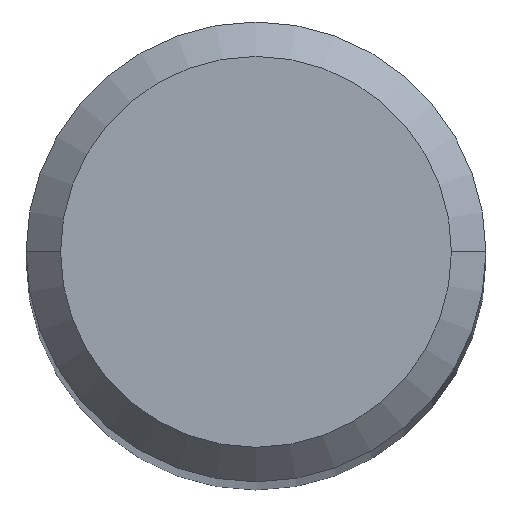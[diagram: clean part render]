
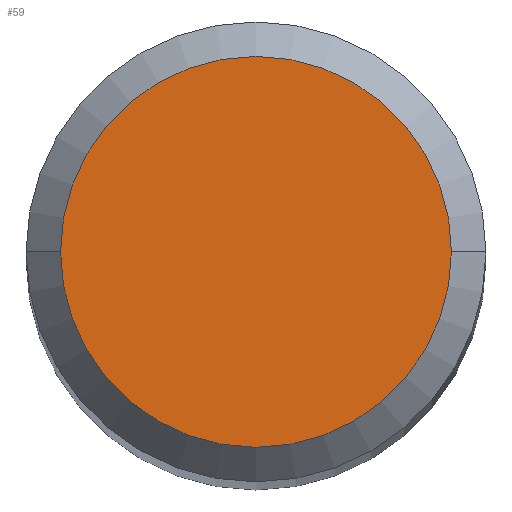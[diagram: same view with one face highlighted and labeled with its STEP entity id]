
A CAD part, top view. The second image highlights one B-rep face of the part: STEP entity #59.
In plain terms, the highlighted planar face has unit normal (0, 0, 1).
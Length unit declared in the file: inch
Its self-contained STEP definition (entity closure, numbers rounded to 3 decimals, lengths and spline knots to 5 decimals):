
#41 = DIRECTION ( 'NONE',  ( 0., 0., 1. ) ) ;
#59 = ADVANCED_FACE ( 'NONE', ( #225 ), #358, .F. ) ;
#63 = EDGE_CURVE ( 'NONE', #364, #140, #366, .T. ) ;
#75 = CARTESIAN_POINT ( 'NONE',  ( 0., 0., 0. ) ) ;
#103 = CARTESIAN_POINT ( 'NONE',  ( 0.10039, 0., 0. ) ) ;
#140 = VERTEX_POINT ( 'NONE', #456 ) ;
#141 = AXIS2_PLACEMENT_3D ( 'NONE', #362, #373, #449 ) ;
#169 = EDGE_LOOP ( 'NONE', ( #359, #371 ) ) ;
#176 = DIRECTION ( 'NONE',  ( 1., 0., 0. ) ) ;
#225 = FACE_OUTER_BOUND ( 'NONE', #169, .T. ) ;
#254 = CARTESIAN_POINT ( 'NONE',  ( 0., 0., 0. ) ) ;
#270 = AXIS2_PLACEMENT_3D ( 'NONE', #75, #41, #437 ) ;
#273 = EDGE_CURVE ( 'NONE', #140, #364, #276, .T. ) ;
#276 = CIRCLE ( 'NONE', #297, 0.10039 ) ;
#297 = AXIS2_PLACEMENT_3D ( 'NONE', #254, #353, #176 ) ;
#353 = DIRECTION ( 'NONE',  ( 0., 0., 1. ) ) ;
#358 = PLANE ( 'NONE',  #141 ) ;
#359 = ORIENTED_EDGE ( 'NONE', *, *, #273, .T. ) ;
#362 = CARTESIAN_POINT ( 'NONE',  ( 0., 0., 0. ) ) ;
#364 = VERTEX_POINT ( 'NONE', #103 ) ;
#366 = CIRCLE ( 'NONE', #270, 0.10039 ) ;
#371 = ORIENTED_EDGE ( 'NONE', *, *, #63, .T. ) ;
#373 = DIRECTION ( 'NONE',  ( 0., 0., -1. ) ) ;
#437 = DIRECTION ( 'NONE',  ( 1., 0., 0. ) ) ;
#449 = DIRECTION ( 'NONE',  ( -1., 0., 0. ) ) ;
#456 = CARTESIAN_POINT ( 'NONE',  ( -0.10039, 0., 0. ) ) ;
